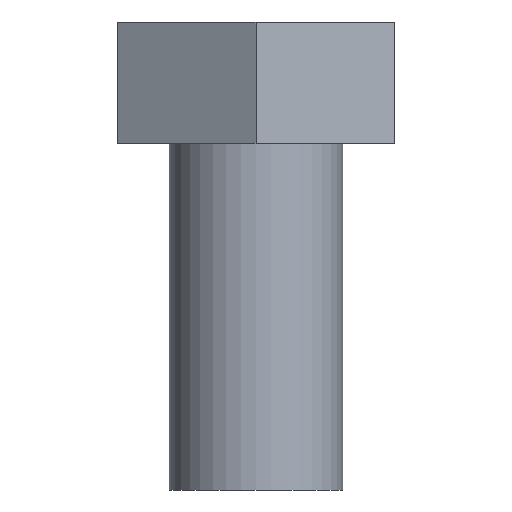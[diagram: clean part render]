
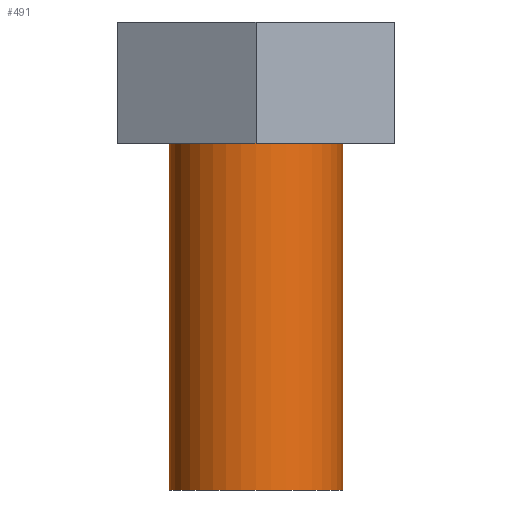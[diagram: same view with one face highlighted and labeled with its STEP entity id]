
A CAD part, front view. The second image highlights one B-rep face of the part: STEP entity #491.
In plain terms, the highlighted cylindrical face has radius 2.5 mm (diameter 5 mm), a partial arc.
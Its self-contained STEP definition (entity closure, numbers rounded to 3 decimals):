
#78 = CARTESIAN_POINT ( 'NONE',  ( 2.5, 0., -10. ) ) ;
#79 = CARTESIAN_POINT ( 'NONE',  ( -2.5, 0., 0. ) ) ;
#80 = CARTESIAN_POINT ( 'NONE',  ( -2.5, 0., -10. ) ) ;
#86 = DIRECTION ( 'NONE',  ( 0., 0., 1. ) ) ;
#87 = VECTOR ( 'NONE', #86, 1000. ) ;
#88 = CARTESIAN_POINT ( 'NONE',  ( -2.5, 0., -10. ) ) ;
#89 = LINE ( 'NONE', #88, #87 ) ;
#161 = DIRECTION ( 'NONE',  ( 0., 0., 1. ) ) ;
#162 = VECTOR ( 'NONE', #161, 1000. ) ;
#163 = CARTESIAN_POINT ( 'NONE',  ( 2.5, 0., -10. ) ) ;
#164 = LINE ( 'NONE', #163, #162 ) ;
#213 = CARTESIAN_POINT ( 'NONE',  ( 2.5, 0., 0. ) ) ;
#287 = EDGE_CURVE ( 'NONE', #289, #291, #89, .T. ) ;
#289 = VERTEX_POINT ( 'NONE', #80 ) ;
#291 = VERTEX_POINT ( 'NONE', #79 ) ;
#292 = VERTEX_POINT ( 'NONE', #78 ) ;
#353 = EDGE_CURVE ( 'NONE', #292, #357, #164, .T. ) ;
#357 = VERTEX_POINT ( 'NONE', #213 ) ;
#426 = EDGE_CURVE ( 'NONE', #357, #291, #616, .T. ) ;
#491 = ADVANCED_FACE ( 'NONE', ( #762 ), #761, .T. ) ;
#492 = EDGE_LOOP ( 'NONE', ( #493, #494, #496, #497 ) ) ;
#493 = ORIENTED_EDGE ( 'NONE', *, *, #287, .F. ) ;
#494 = ORIENTED_EDGE ( 'NONE', *, *, #495, .F. ) ;
#495 = EDGE_CURVE ( 'NONE', #292, #289, #755, .T. ) ;
#496 = ORIENTED_EDGE ( 'NONE', *, *, #353, .T. ) ;
#497 = ORIENTED_EDGE ( 'NONE', *, *, #426, .T. ) ;
#612 = DIRECTION ( 'NONE',  ( 1., 0., 0. ) ) ;
#613 = DIRECTION ( 'NONE',  ( 0., 0., -1. ) ) ;
#614 = CARTESIAN_POINT ( 'NONE',  ( 0., 0., 0. ) ) ;
#615 = AXIS2_PLACEMENT_3D ( 'NONE', #614, #613, #612 ) ;
#616 = CIRCLE ( 'NONE', #615, 2.5 ) ;
#752 = DIRECTION ( 'NONE',  ( -1., 0., 0. ) ) ;
#753 = DIRECTION ( 'NONE',  ( 0., 0., -1. ) ) ;
#754 = AXIS2_PLACEMENT_3D ( 'NONE', #760, #753, #752 ) ;
#755 = CIRCLE ( 'NONE', #754, 2.5 ) ;
#756 = DIRECTION ( 'NONE',  ( 1., 0., 0. ) ) ;
#757 = DIRECTION ( 'NONE',  ( 0., 0., 1. ) ) ;
#758 = CARTESIAN_POINT ( 'NONE',  ( 0., 0., -10. ) ) ;
#759 = AXIS2_PLACEMENT_3D ( 'NONE', #758, #757, #756 ) ;
#760 = CARTESIAN_POINT ( 'NONE',  ( 0., 0., -10. ) ) ;
#761 = CYLINDRICAL_SURFACE ( 'NONE', #759, 2.5 ) ;
#762 = FACE_OUTER_BOUND ( 'NONE', #492, .T. ) ;
